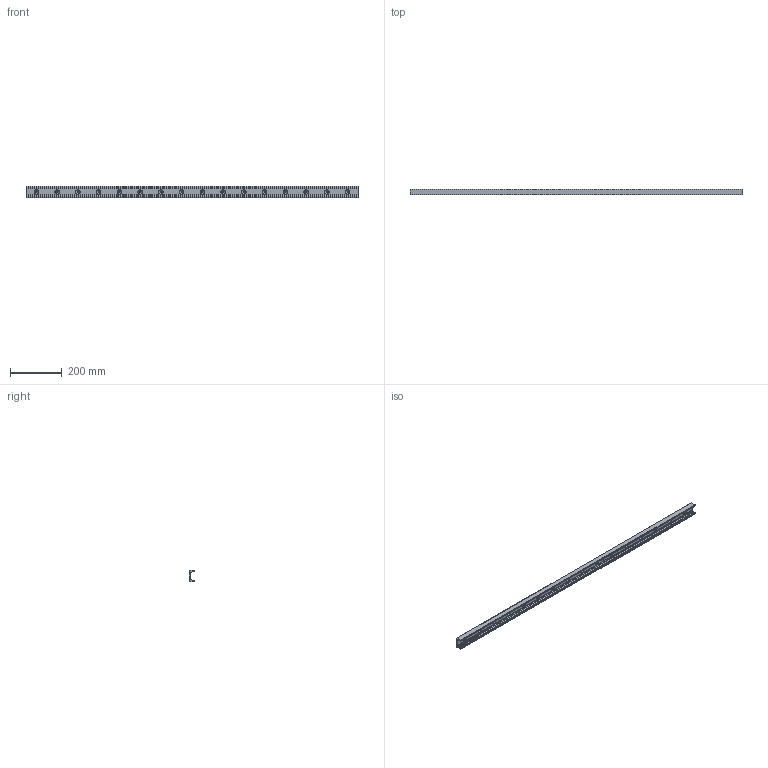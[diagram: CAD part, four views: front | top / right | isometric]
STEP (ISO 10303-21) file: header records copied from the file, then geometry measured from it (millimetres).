
FILE_DESCRIPTION((''),'2;1');
FILE_NAME('LCX 43-1280.V.stp','2016-04-28T14:39:06',('MRathmann'),(''),'Autodesk Inventor 2012','Autodesk Inventor 2012','');
FILE_SCHEMA(('CONFIG_CONTROL_DESIGN'));
Length unit declared in the file: millimetre
Products named in the file (1): LCX 43-1280.V
Bounding box: 1280 x 21 x 43 mm (x, y, z)
Volume: 437476.2 mm3; surface area: 204064.1 mm2
Topology: 1 solids, 1 shells, 60 faces, 158 edges, 100 vertices
Faces by surface type: cylinder 29, cone 16, plane 15
Full cylindrical faces by diameter (mm): 8.5 x16
Entity records: 1798 total; most frequent: DIRECTION 322, CARTESIAN_POINT 287, ORIENTED_EDGE 252, AXIS2_PLACEMENT_3D 135, EDGE_CURVE 126, EDGE_LOOP 124, VERTEX_POINT 100, CIRCLE 74
